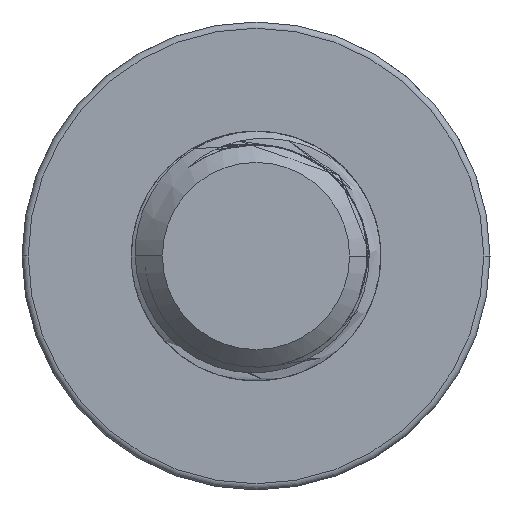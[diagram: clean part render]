
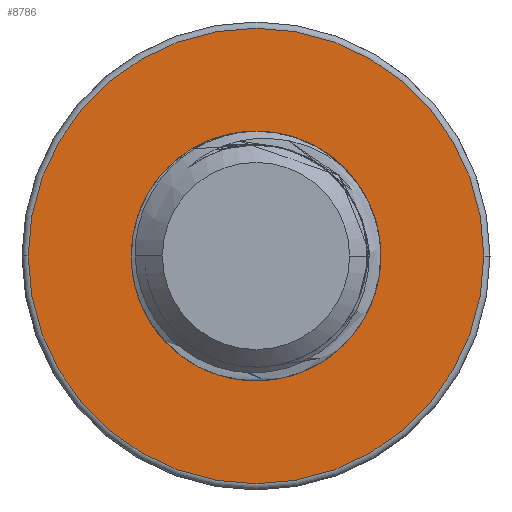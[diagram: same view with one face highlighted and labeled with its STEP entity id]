
A CAD part, left-side view. The second image highlights one B-rep face of the part: STEP entity #8786.
In plain terms, the highlighted planar face has unit normal (-1, 0, 0).
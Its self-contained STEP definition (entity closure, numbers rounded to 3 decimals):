
#332 = CARTESIAN_POINT ( 'NONE',  ( 14.993, -7.364, 0. ) ) ;
#437 = CARTESIAN_POINT ( 'NONE',  ( 14.993, -1.089, -3.873 ) ) ;
#734 = VERTEX_POINT ( 'NONE', #5477 ) ;
#976 = CARTESIAN_POINT ( 'NONE',  ( 14.993, 1.82, 3.535 ) ) ;
#1163 = CARTESIAN_POINT ( 'NONE',  ( 14.993, -4.011, 0.692 ) ) ;
#1253 = CARTESIAN_POINT ( 'NONE',  ( 14.993, -1.507, 3.738 ) ) ;
#1261 = AXIS2_PLACEMENT_3D ( 'NONE', #6457, #7949, #15208 ) ;
#1638 = DIRECTION ( 'NONE',  ( 0., -1., 0. ) ) ;
#1768 = ORIENTED_EDGE ( 'NONE', *, *, #6779, .T. ) ;
#1903 = DIRECTION ( 'NONE',  ( -1., 0., 0. ) ) ;
#2183 = AXIS2_PLACEMENT_3D ( 'NONE', #9068, #1903, #14924 ) ;
#2373 = CARTESIAN_POINT ( 'NONE',  ( 14.993, -1.923, 3.55 ) ) ;
#2660 = CARTESIAN_POINT ( 'NONE',  ( 14.993, -4.064, 0.239 ) ) ;
#2784 = CARTESIAN_POINT ( 'NONE',  ( 14.993, -0.064, 0. ) ) ;
#2796 = AXIS2_PLACEMENT_3D ( 'NONE', #15583, #17152, #1638 ) ;
#3056 = DIRECTION ( 'NONE',  ( -1., 0., 0. ) ) ;
#3175 = VERTEX_POINT ( 'NONE', #332 ) ;
#3182 = B_SPLINE_CURVE_WITH_KNOTS ( 'NONE', 3,
 ( #7763, #13427, #8892, #6455, #12031, #4615, #17520, #16049, #9076, #4968, #14567, #11852, #12118, #10288, #15956, #4790, #10465, #14752, #437, #13335, #10645, #11943, #17607, #3229, #4878, #10551, #16314, #3589, #7485, #9256, #11766, #17432, #4703, #10378, #2660, #1163, #13984, #9531, #5342, #18170, #6825, #8324, #10739, #5248, #9348, #12491, #2373, #1253, #5062, #6916, #16493, #10920, #3772, #7947, #10829, #9627, #11014, #976, #17787, #15025, #16402, #9441 ),
 .UNSPECIFIED., .F., .F.,
 ( 4, 2, 2, 2, 2, 2, 2, 2, 2, 2, 2, 2, 2, 2, 2, 2, 2, 2, 2, 2, 2, 2, 2, 2, 2, 2, 2, 2, 2, 2, 4 ),
 ( 0., 0.001, 0.003, 0.003, 0.004, 0.005, 0.005, 0.006, 0.007, 0.008, 0.008, 0.009, 0.01, 0.01, 0.011, 0.012, 0.012, 0.013, 0.014, 0.014, 0.015, 0.016, 0.016, 0.017, 0.018, 0.018, 0.019, 0.02, 0.02, 0.021, 0.022 ),
 .UNSPECIFIED. ) ;
#3229 = CARTESIAN_POINT ( 'NONE',  ( 14.993, -2.692, -3.024 ) ) ;
#3531 = CIRCLE ( 'NONE', #11826, 7.3 ) ;
#3589 = CARTESIAN_POINT ( 'NONE',  ( 14.993, -3.556, -1.965 ) ) ;
#3772 = CARTESIAN_POINT ( 'NONE',  ( 14.993, 0.067, 4.004 ) ) ;
#4310 = EDGE_CURVE ( 'NONE', #6569, #15294, #17017, .T. ) ;
#4344 = DIRECTION ( 'NONE',  ( 0., -1., 0. ) ) ;
#4354 = EDGE_LOOP ( 'NONE', ( #14569, #16222 ) ) ;
#4411 = EDGE_CURVE ( 'NONE', #15294, #6569, #3182, .T. ) ;
#4464 = EDGE_LOOP ( 'NONE', ( #1768, #15321 ) ) ;
#4615 = CARTESIAN_POINT ( 'NONE',  ( 14.993, 2.885, -2.712 ) ) ;
#4703 = CARTESIAN_POINT ( 'NONE',  ( 14.993, -4.046, -0.446 ) ) ;
#4790 = CARTESIAN_POINT ( 'NONE',  ( 14.993, -0.182, -4.005 ) ) ;
#4878 = CARTESIAN_POINT ( 'NONE',  ( 14.993, -2.862, -2.868 ) ) ;
#4968 = CARTESIAN_POINT ( 'NONE',  ( 14.993, 1.801, -3.546 ) ) ;
#5062 = CARTESIAN_POINT ( 'NONE',  ( 14.993, -1.288, 3.815 ) ) ;
#5077 = CARTESIAN_POINT ( 'NONE',  ( 14.993, 3.936, 0. ) ) ;
#5248 = CARTESIAN_POINT ( 'NONE',  ( 14.993, -2.68, 3.035 ) ) ;
#5342 = CARTESIAN_POINT ( 'NONE',  ( 14.993, -3.751, 1.57 ) ) ;
#5477 = CARTESIAN_POINT ( 'NONE',  ( 14.993, 7.236, 0. ) ) ;
#6455 = CARTESIAN_POINT ( 'NONE',  ( 14.993, 3.547, -1.78 ) ) ;
#6457 = CARTESIAN_POINT ( 'NONE',  ( 14.993, 3.936, 0. ) ) ;
#6569 = VERTEX_POINT ( 'NONE', #10863 ) ;
#6779 = EDGE_CURVE ( 'NONE', #3175, #734, #3531, .T. ) ;
#6825 = CARTESIAN_POINT ( 'NONE',  ( 14.993, -3.428, 2.177 ) ) ;
#6916 = CARTESIAN_POINT ( 'NONE',  ( 14.993, -0.845, 3.93 ) ) ;
#6934 = CIRCLE ( 'NONE', #2183, 7.3 ) ;
#7485 = CARTESIAN_POINT ( 'NONE',  ( 14.993, -3.664, -1.76 ) ) ;
#7620 = EDGE_CURVE ( 'NONE', #734, #3175, #6934, .T. ) ;
#7763 = CARTESIAN_POINT ( 'NONE',  ( 14.993, 3.936, 0. ) ) ;
#7947 = CARTESIAN_POINT ( 'NONE',  ( 14.993, 0.522, 3.963 ) ) ;
#7949 = DIRECTION ( 'NONE',  ( 1., 0., 0. ) ) ;
#8324 = CARTESIAN_POINT ( 'NONE',  ( 14.993, -3.158, 2.546 ) ) ;
#8786 = ADVANCED_FACE ( 'NONE', ( #14936, #18172 ), #13896, .F. ) ;
#8892 = CARTESIAN_POINT ( 'NONE',  ( 14.993, 3.858, -0.911 ) ) ;
#9068 = CARTESIAN_POINT ( 'NONE',  ( 14.993, -0.064, 0. ) ) ;
#9076 = CARTESIAN_POINT ( 'NONE',  ( 14.993, 2.195, -3.309 ) ) ;
#9256 = CARTESIAN_POINT ( 'NONE',  ( 14.993, -3.841, -1.337 ) ) ;
#9348 = CARTESIAN_POINT ( 'NONE',  ( 14.993, -2.5, 3.181 ) ) ;
#9441 = CARTESIAN_POINT ( 'NONE',  ( 14.993, 2.738, 2.854 ) ) ;
#9531 = CARTESIAN_POINT ( 'NONE',  ( 14.993, -3.834, 1.358 ) ) ;
#9627 = CARTESIAN_POINT ( 'NONE',  ( 14.993, 1.187, 3.806 ) ) ;
#10288 = CARTESIAN_POINT ( 'NONE',  ( 14.993, 0.5, -3.967 ) ) ;
#10378 = CARTESIAN_POINT ( 'NONE',  ( 14.993, -4.071, 0.011 ) ) ;
#10465 = CARTESIAN_POINT ( 'NONE',  ( 14.993, -0.412, -3.991 ) ) ;
#10551 = CARTESIAN_POINT ( 'NONE',  ( 14.993, -3.172, -2.529 ) ) ;
#10645 = CARTESIAN_POINT ( 'NONE',  ( 14.993, -1.735, -3.642 ) ) ;
#10739 = CARTESIAN_POINT ( 'NONE',  ( 14.993, -3.008, 2.718 ) ) ;
#10829 = CARTESIAN_POINT ( 'NONE',  ( 14.993, 0.746, 3.924 ) ) ;
#10863 = CARTESIAN_POINT ( 'NONE',  ( 14.993, 2.738, 2.854 ) ) ;
#10920 = CARTESIAN_POINT ( 'NONE',  ( 14.993, -0.166, 4.005 ) ) ;
#11014 = CARTESIAN_POINT ( 'NONE',  ( 14.993, 1.406, 3.727 ) ) ;
#11766 = CARTESIAN_POINT ( 'NONE',  ( 14.993, -3.911, -1.12 ) ) ;
#11826 = AXIS2_PLACEMENT_3D ( 'NONE', #2784, #3056, #4344 ) ;
#11852 = CARTESIAN_POINT ( 'NONE',  ( 14.993, 1.171, -3.811 ) ) ;
#11943 = CARTESIAN_POINT ( 'NONE',  ( 14.993, -2.141, -3.427 ) ) ;
#12031 = CARTESIAN_POINT ( 'NONE',  ( 14.993, 3.323, -2.177 ) ) ;
#12118 = CARTESIAN_POINT ( 'NONE',  ( 14.993, 0.951, -3.876 ) ) ;
#12491 = CARTESIAN_POINT ( 'NONE',  ( 14.993, -2.121, 3.438 ) ) ;
#13335 = CARTESIAN_POINT ( 'NONE',  ( 14.993, -1.522, -3.732 ) ) ;
#13427 = CARTESIAN_POINT ( 'NONE',  ( 14.993, 3.936, -0.462 ) ) ;
#13896 = PLANE ( 'NONE',  #1261 ) ;
#13984 = CARTESIAN_POINT ( 'NONE',  ( 14.993, -3.964, 0.919 ) ) ;
#14567 = CARTESIAN_POINT ( 'NONE',  ( 14.993, 1.596, -3.646 ) ) ;
#14569 = ORIENTED_EDGE ( 'NONE', *, *, #4310, .F. ) ;
#14752 = CARTESIAN_POINT ( 'NONE',  ( 14.993, -0.867, -3.925 ) ) ;
#14924 = DIRECTION ( 'NONE',  ( 0., -1., 0. ) ) ;
#14936 = FACE_BOUND ( 'NONE', #4354, .T. ) ;
#15025 = CARTESIAN_POINT ( 'NONE',  ( 14.993, 2.394, 3.163 ) ) ;
#15208 = DIRECTION ( 'NONE',  ( 0., 1., 0. ) ) ;
#15294 = VERTEX_POINT ( 'NONE', #5077 ) ;
#15321 = ORIENTED_EDGE ( 'NONE', *, *, #7620, .T. ) ;
#15583 = CARTESIAN_POINT ( 'NONE',  ( 14.993, -0.064, 0. ) ) ;
#15956 = CARTESIAN_POINT ( 'NONE',  ( 14.993, 0.273, -3.992 ) ) ;
#16049 = CARTESIAN_POINT ( 'NONE',  ( 14.993, 2.381, -3.174 ) ) ;
#16222 = ORIENTED_EDGE ( 'NONE', *, *, #4411, .F. ) ;
#16314 = CARTESIAN_POINT ( 'NONE',  ( 14.993, -3.311, -2.348 ) ) ;
#16402 = CARTESIAN_POINT ( 'NONE',  ( 14.993, 2.573, 3.016 ) ) ;
#16493 = CARTESIAN_POINT ( 'NONE',  ( 14.993, -0.621, 3.968 ) ) ;
#17017 = CIRCLE ( 'NONE', #2796, 4. ) ;
#17152 = DIRECTION ( 'NONE',  ( -1., 0., 0. ) ) ;
#17432 = CARTESIAN_POINT ( 'NONE',  ( 14.993, -4.013, -0.676 ) ) ;
#17520 = CARTESIAN_POINT ( 'NONE',  ( 14.993, 2.725, -2.876 ) ) ;
#17607 = CARTESIAN_POINT ( 'NONE',  ( 14.993, -2.332, -3.303 ) ) ;
#17787 = CARTESIAN_POINT ( 'NONE',  ( 14.993, 2.018, 3.423 ) ) ;
#18170 = CARTESIAN_POINT ( 'NONE',  ( 14.993, -3.548, 1.979 ) ) ;
#18172 = FACE_OUTER_BOUND ( 'NONE', #4464, .T. ) ;
